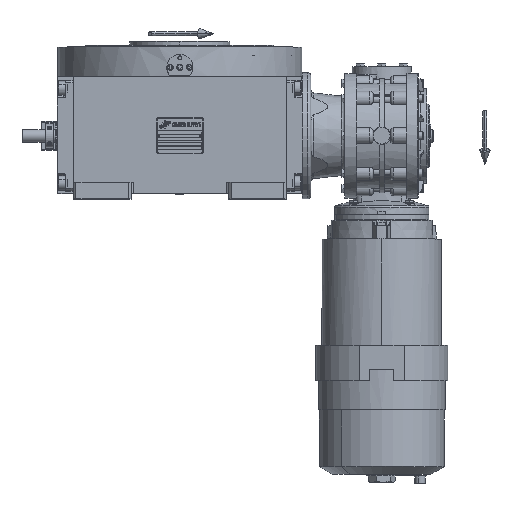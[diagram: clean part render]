
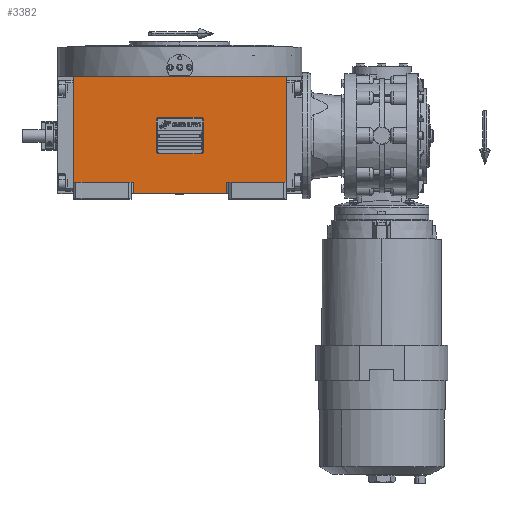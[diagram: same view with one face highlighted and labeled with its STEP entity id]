
A CAD part, top view. The second image highlights one B-rep face of the part: STEP entity #3382.
In plain terms, the highlighted planar face has unit normal (0, 0, 1).
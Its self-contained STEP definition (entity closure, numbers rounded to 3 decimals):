
#1177 = CARTESIAN_POINT ( 'NONE',  ( -135., -73., 226. ) ) ;
#1719 = CARTESIAN_POINT ( 'NONE',  ( -59., -73., 226. ) ) ;
#3382 = ADVANCED_FACE ( 'NONE', ( #84080 ), #11622, .T. ) ;
#3923 = CARTESIAN_POINT ( 'NONE',  ( 135., -59., 226. ) ) ;
#5545 = CARTESIAN_POINT ( 'NONE',  ( -135., -59., 226. ) ) ;
#7229 = CARTESIAN_POINT ( 'NONE',  ( 135., 75., 226. ) ) ;
#9167 = VECTOR ( 'NONE', #15439, 1000. ) ;
#11622 = PLANE ( 'NONE',  #99016 ) ;
#11808 = DIRECTION ( 'NONE',  ( 0., -1., 0. ) ) ;
#15439 = DIRECTION ( 'NONE',  ( 1., 0., 0. ) ) ;
#18596 = VECTOR ( 'NONE', #117891, 1000. ) ;
#18733 = VECTOR ( 'NONE', #48064, 1000. ) ;
#20042 = DIRECTION ( 'NONE',  ( 1., 0., 0. ) ) ;
#20614 = VERTEX_POINT ( 'NONE', #109332 ) ;
#22494 = DIRECTION ( 'NONE',  ( 1., 0., 0. ) ) ;
#22878 = CARTESIAN_POINT ( 'NONE',  ( -59., -73., 226. ) ) ;
#24744 = ORIENTED_EDGE ( 'NONE', *, *, #76545, .F. ) ;
#25737 = EDGE_CURVE ( 'NONE', #85399, #88905, #90606, .T. ) ;
#29061 = VERTEX_POINT ( 'NONE', #35275 ) ;
#31332 = VERTEX_POINT ( 'NONE', #1719 ) ;
#32300 = CARTESIAN_POINT ( 'NONE',  ( -135., -59., 226. ) ) ;
#33256 = DIRECTION ( 'NONE',  ( 0., 0., 1. ) ) ;
#35275 = CARTESIAN_POINT ( 'NONE',  ( -135., 75., 226. ) ) ;
#35539 = ORIENTED_EDGE ( 'NONE', *, *, #118915, .F. ) ;
#43429 = LINE ( 'NONE', #32300, #18596 ) ;
#44098 = CARTESIAN_POINT ( 'NONE',  ( -135., 75., 226. ) ) ;
#44464 = LINE ( 'NONE', #54220, #103216 ) ;
#45159 = LINE ( 'NONE', #22878, #105424 ) ;
#48064 = DIRECTION ( 'NONE',  ( 1., 0., 0. ) ) ;
#48180 = CARTESIAN_POINT ( 'NONE',  ( 59., -59., 226. ) ) ;
#48243 = DIRECTION ( 'NONE',  ( 0., 1., 0. ) ) ;
#54220 = CARTESIAN_POINT ( 'NONE',  ( -59., -73., 226. ) ) ;
#57150 = ORIENTED_EDGE ( 'NONE', *, *, #58075, .T. ) ;
#57759 = EDGE_CURVE ( 'NONE', #20614, #101444, #100950, .T. ) ;
#58075 = EDGE_CURVE ( 'NONE', #31332, #60497, #44464, .T. ) ;
#60497 = VERTEX_POINT ( 'NONE', #112106 ) ;
#60673 = CARTESIAN_POINT ( 'NONE',  ( -59., -59., 226. ) ) ;
#61252 = LINE ( 'NONE', #125267, #85401 ) ;
#63336 = ORIENTED_EDGE ( 'NONE', *, *, #134797, .F. ) ;
#64722 = CARTESIAN_POINT ( 'NONE',  ( 59., -59., 226. ) ) ;
#65356 = DIRECTION ( 'NONE',  ( 0., 1., 0. ) ) ;
#68223 = EDGE_CURVE ( 'NONE', #31332, #101444, #45159, .T. ) ;
#76545 = EDGE_CURVE ( 'NONE', #20614, #29061, #43429, .T. ) ;
#78325 = VERTEX_POINT ( 'NONE', #7229 ) ;
#84080 = FACE_OUTER_BOUND ( 'NONE', #98297, .T. ) ;
#85399 = VERTEX_POINT ( 'NONE', #86253 ) ;
#85401 = VECTOR ( 'NONE', #48243, 1000. ) ;
#86253 = CARTESIAN_POINT ( 'NONE',  ( 59., -59., 226. ) ) ;
#88905 = VERTEX_POINT ( 'NONE', #3923 ) ;
#90606 = LINE ( 'NONE', #48180, #9167 ) ;
#91741 = ORIENTED_EDGE ( 'NONE', *, *, #115743, .T. ) ;
#92249 = ORIENTED_EDGE ( 'NONE', *, *, #68223, .F. ) ;
#97345 = DIRECTION ( 'NONE',  ( 1., 0., 0. ) ) ;
#98297 = EDGE_LOOP ( 'NONE', ( #57150, #35539, #104835, #91741, #63336, #24744, #128267, #92249 ) ) ;
#98373 = LINE ( 'NONE', #44098, #126562 ) ;
#99016 = AXIS2_PLACEMENT_3D ( 'NONE', #1177, #33256, #20042 ) ;
#100950 = LINE ( 'NONE', #5545, #18733 ) ;
#101444 = VERTEX_POINT ( 'NONE', #60673 ) ;
#103216 = VECTOR ( 'NONE', #97345, 1000. ) ;
#104835 = ORIENTED_EDGE ( 'NONE', *, *, #25737, .T. ) ;
#105424 = VECTOR ( 'NONE', #65356, 1000. ) ;
#109332 = CARTESIAN_POINT ( 'NONE',  ( -135., -59., 226. ) ) ;
#112106 = CARTESIAN_POINT ( 'NONE',  ( 59., -73., 226. ) ) ;
#115743 = EDGE_CURVE ( 'NONE', #88905, #78325, #61252, .T. ) ;
#117652 = LINE ( 'NONE', #64722, #123477 ) ;
#117891 = DIRECTION ( 'NONE',  ( 0., 1., 0. ) ) ;
#118915 = EDGE_CURVE ( 'NONE', #85399, #60497, #117652, .T. ) ;
#123477 = VECTOR ( 'NONE', #11808, 1000. ) ;
#125267 = CARTESIAN_POINT ( 'NONE',  ( 135., -59., 226. ) ) ;
#126562 = VECTOR ( 'NONE', #22494, 1000. ) ;
#128267 = ORIENTED_EDGE ( 'NONE', *, *, #57759, .T. ) ;
#134797 = EDGE_CURVE ( 'NONE', #29061, #78325, #98373, .T. ) ;
